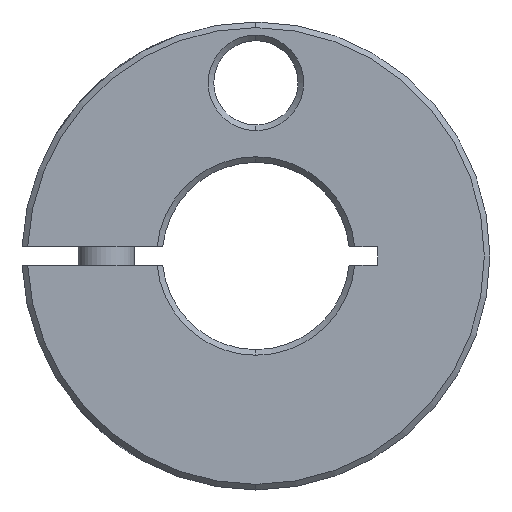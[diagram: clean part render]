
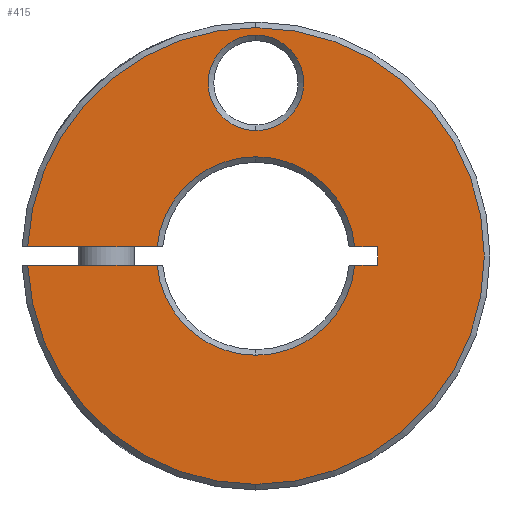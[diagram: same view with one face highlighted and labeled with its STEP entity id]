
A CAD part, front view. The second image highlights one B-rep face of the part: STEP entity #415.
In plain terms, the highlighted planar face has unit normal (0, -1, 0).
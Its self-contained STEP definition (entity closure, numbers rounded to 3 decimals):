
#367=VERTEX_POINT('',#1050);
#371=VERTEX_POINT('',#1055);
#409=VERTEX_POINT('',#1099);
#415=ADVANCED_FACE('',(#1105,#1106),#1107,.T.);
#455=VERTEX_POINT('',#1152);
#463=VERTEX_POINT('',#1160);
#485=VERTEX_POINT('',#1183);
#521=EDGE_CURVE('',#485,#815,#1224,.T.);
#553=EDGE_CURVE('',#463,#973,#1260,.T.);
#559=EDGE_CURVE('',#409,#873,#1266,.T.);
#621=EDGE_CURVE('',#485,#455,#1335,.T.);
#625=VERTEX_POINT('',#1339);
#715=EDGE_CURVE('',#873,#783,#1439,.T.);
#721=VERTEX_POINT('',#1445);
#757=EDGE_CURVE('',#931,#625,#1488,.T.);
#781=EDGE_CURVE('',#815,#783,#1514,.T.);
#783=VERTEX_POINT('',#1516);
#809=EDGE_CURVE('',#371,#463,#1543,.T.);
#815=VERTEX_POINT('',#1550);
#831=EDGE_CURVE('',#897,#409,#1567,.T.);
#873=VERTEX_POINT('',#1615);
#897=VERTEX_POINT('',#1644);
#903=EDGE_CURVE('',#367,#973,#1651,.T.);
#905=EDGE_CURVE('',#625,#931,#1653,.T.);
#931=VERTEX_POINT('',#1684);
#973=VERTEX_POINT('',#1729);
#989=EDGE_CURVE('',#721,#897,#1746,.T.);
#1001=EDGE_CURVE('',#371,#721,#1759,.T.);
#1005=EDGE_CURVE('',#455,#367,#1763,.T.);
#1050=CARTESIAN_POINT('',(13.0,-13.0,-1.0));
#1055=CARTESIAN_POINT('',(-10.553,-13.0,-1.0));
#1099=CARTESIAN_POINT('',(0.,-13.,24.4));
#1105=FACE_BOUND('',#1874,.T.);
#1106=FACE_OUTER_BOUND('',#1875,.T.);
#1107=PLANE('',#1876);
#1152=CARTESIAN_POINT('',(13.0,-13.0,1.0));
#1160=CARTESIAN_POINT('',(0.,-13.,-10.6));
#1183=CARTESIAN_POINT('',(10.553,-13.0,1.0));
#1224=CIRCLE('',#2154,10.6);
#1260=CIRCLE('',#2208,10.6);
#1266=CIRCLE('',#2217,24.4);
#1335=LINE('',#2327,#2328);
#1339=CARTESIAN_POINT('',(0.,-13.,13.4));
#1439=LINE('',#2501,#2502);
#1445=CARTESIAN_POINT('',(-24.379,-13.0,-1.0));
#1488=CIRCLE('',#2573,5.1);
#1514=CIRCLE('',#2612,10.6);
#1516=CARTESIAN_POINT('',(-10.553,-13.0,1.0));
#1543=CIRCLE('',#2676,10.6);
#1550=CARTESIAN_POINT('',(0.,-13.,10.6));
#1567=CIRCLE('',#2705,24.4);
#1615=CARTESIAN_POINT('',(-24.379,-13.0,1.0));
#1644=CARTESIAN_POINT('',(0.,-13.,-24.4));
#1651=LINE('',#2829,#2830);
#1653=CIRCLE('',#2833,5.1);
#1684=CARTESIAN_POINT('',(0.,-13.,23.6));
#1729=CARTESIAN_POINT('',(10.553,-13.0,-1.0));
#1746=CIRCLE('',#2997,24.4);
#1759=LINE('',#3016,#3017);
#1763=LINE('',#3022,#3023);
#1874=EDGE_LOOP('',(#3133,#3134));
#1875=EDGE_LOOP('',(#3135,#3136,#3137,#3138,#3139,#3140,#3141,#3142,#3143,#3144,#3145,#3146));
#1876=AXIS2_PLACEMENT_3D('',#3147,#3148,#3149);
#2154=AXIS2_PLACEMENT_3D('',#3281,#3282,#3283);
#2208=AXIS2_PLACEMENT_3D('',#3329,#3330,#3331);
#2217=AXIS2_PLACEMENT_3D('',#3333,#3334,#3335);
#2327=CARTESIAN_POINT('',(-12.5,-13.,1.0));
#2328=VECTOR('',#3406,1.0);
#2501=CARTESIAN_POINT('',(-12.5,-13.,1.0));
#2502=VECTOR('',#3525,1.0);
#2573=AXIS2_PLACEMENT_3D('',#3596,#3597,#3598);
#2612=AXIS2_PLACEMENT_3D('',#3627,#3628,#3629);
#2676=AXIS2_PLACEMENT_3D('',#3646,#3647,#3648);
#2705=AXIS2_PLACEMENT_3D('',#3674,#3675,#3676);
#2829=CARTESIAN_POINT('',(6.5,-13.,-1.0));
#2830=VECTOR('',#3799,1.0);
#2833=AXIS2_PLACEMENT_3D('',#3800,#3801,#3802);
#2997=AXIS2_PLACEMENT_3D('',#3894,#3895,#3896);
#3016=CARTESIAN_POINT('',(6.5,-13.,-1.0));
#3017=VECTOR('',#3911,1.0);
#3022=CARTESIAN_POINT('',(13.0,-13.,9.25));
#3023=VECTOR('',#3912,1.0);
#3133=ORIENTED_EDGE('',*,*,#757,.T.);
#3134=ORIENTED_EDGE('',*,*,#905,.T.);
#3135=ORIENTED_EDGE('',*,*,#621,.T.);
#3136=ORIENTED_EDGE('',*,*,#1005,.T.);
#3137=ORIENTED_EDGE('',*,*,#903,.T.);
#3138=ORIENTED_EDGE('',*,*,#553,.F.);
#3139=ORIENTED_EDGE('',*,*,#809,.F.);
#3140=ORIENTED_EDGE('',*,*,#1001,.T.);
#3141=ORIENTED_EDGE('',*,*,#989,.T.);
#3142=ORIENTED_EDGE('',*,*,#831,.T.);
#3143=ORIENTED_EDGE('',*,*,#559,.T.);
#3144=ORIENTED_EDGE('',*,*,#715,.T.);
#3145=ORIENTED_EDGE('',*,*,#781,.F.);
#3146=ORIENTED_EDGE('',*,*,#521,.F.);
#3147=CARTESIAN_POINT('',(0.,-13.,17.5));
#3148=DIRECTION('',(0.,-1.0,0.));
#3149=DIRECTION('',(0.,0.,1.0));
#3281=CARTESIAN_POINT('',(0.,-13.,0.));
#3282=DIRECTION('',(0.,-1.0,0.));
#3283=DIRECTION('',(0.,0.,1.0));
#3329=CARTESIAN_POINT('',(0.,-13.,0.));
#3330=DIRECTION('',(0.,-1.0,0.));
#3331=DIRECTION('',(0.,0.,1.0));
#3333=CARTESIAN_POINT('',(0.,-13.,0.));
#3334=DIRECTION('',(0.,-1.0,0.));
#3335=DIRECTION('',(0.,0.,1.0));
#3406=DIRECTION('',(1.0,0.,0.));
#3525=DIRECTION('',(1.0,0.,0.));
#3596=CARTESIAN_POINT('',(0.,-13.,18.5));
#3597=DIRECTION('',(0.,1.0,0.));
#3598=DIRECTION('',(0.,0.,1.0));
#3627=CARTESIAN_POINT('',(0.,-13.,0.));
#3628=DIRECTION('',(0.,-1.0,0.));
#3629=DIRECTION('',(0.,0.,1.0));
#3646=CARTESIAN_POINT('',(0.,-13.,0.));
#3647=DIRECTION('',(0.,-1.0,0.));
#3648=DIRECTION('',(0.,0.,1.0));
#3674=CARTESIAN_POINT('',(0.,-13.,0.));
#3675=DIRECTION('',(0.,-1.0,0.));
#3676=DIRECTION('',(0.,0.,1.0));
#3799=DIRECTION('',(-1.0,0.,0.));
#3800=CARTESIAN_POINT('',(0.,-13.,18.5));
#3801=DIRECTION('',(0.,1.0,0.));
#3802=DIRECTION('',(0.,0.,1.0));
#3894=CARTESIAN_POINT('',(0.,-13.,0.));
#3895=DIRECTION('',(0.,-1.0,0.));
#3896=DIRECTION('',(0.,0.,1.0));
#3911=DIRECTION('',(-1.0,0.,0.));
#3912=DIRECTION('',(0.,0.,-1.0));
